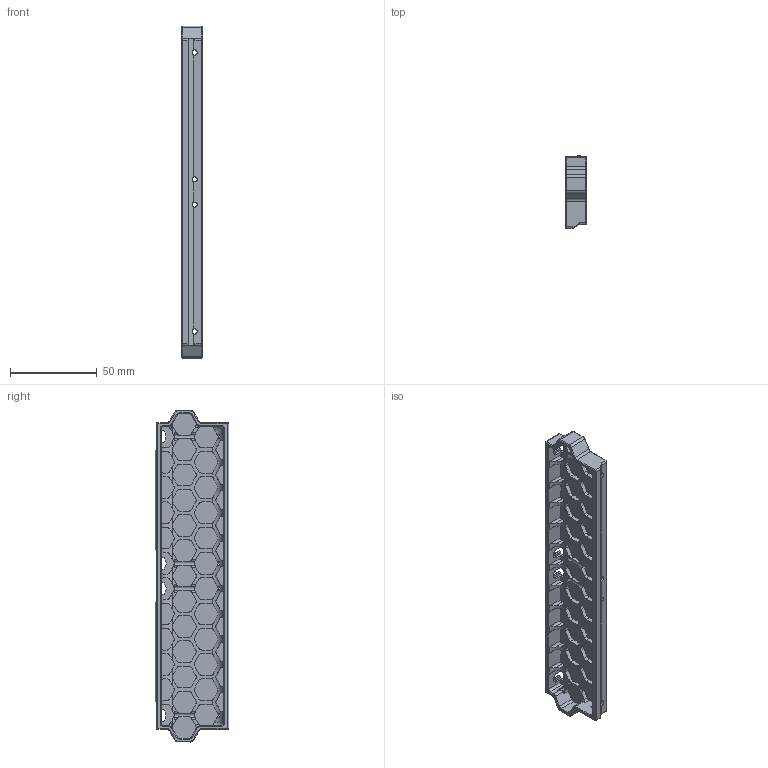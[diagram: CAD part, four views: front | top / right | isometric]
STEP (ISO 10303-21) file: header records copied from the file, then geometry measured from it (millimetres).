
FILE_DESCRIPTION(/* description */ (''),/* implementation_level */ '2;1');
FILE_NAME(/* name */ 'Side_Skirts_x2.step',/* time_stamp */ '2023-07-19T17:38:08-07:00',/* author */ (''),/* organization */ (''),/* preprocessor_version */ 'ST-DEVELOPER v19.2',/* originating_system */ 'Autodesk Translation Framework v12.6.0.85',/* authorisation */ '');
FILE_SCHEMA (('AUTOMOTIVE_DESIGN { 1 0 10303 214 3 1 1 }'));
Products named in the file (2): Side Skirts Right; Inserts
Assembly tree (1 placements, depth 2):
  Side Skirts Right
    Inserts
Bounding box: 12 x 42.1 x 190.93 mm (x, y, z)
Volume: 29124.4 mm3; surface area: 33026 mm2
Topology: 38 solids, 38 shells, 1709 faces, 4487 edges, 2808 vertices
Faces by surface type: plane 884, cylinder 541, cone 260, bspline 18, torus 6
Full cylindrical faces by diameter (mm): 3 x4
Entity records: 53856 total; most frequent: CARTESIAN_POINT 11069, DIRECTION 9006, ORIENTED_EDGE 8974, EDGE_CURVE 4487, AXIS2_PLACEMENT_3D 3043, LINE 2920, VECTOR 2920, VERTEX_POINT 2808
